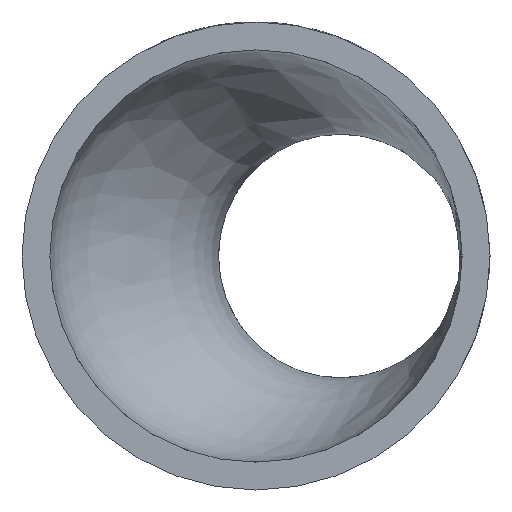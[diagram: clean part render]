
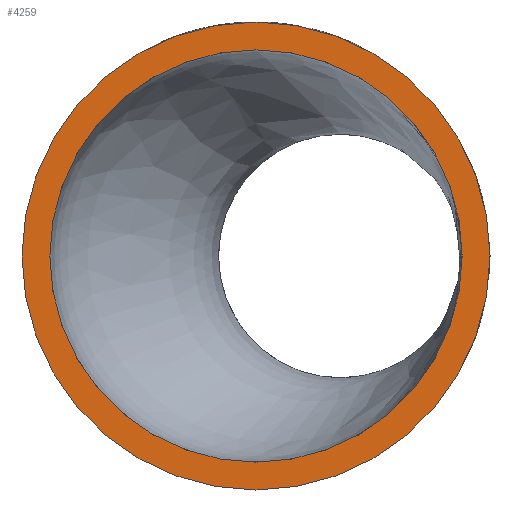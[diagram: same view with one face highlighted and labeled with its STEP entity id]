
A CAD part, left-side view. The second image highlights one B-rep face of the part: STEP entity #4259.
In plain terms, the highlighted planar face has unit normal (-1, 0, 0).
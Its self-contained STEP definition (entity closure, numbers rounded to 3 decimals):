
#904 = FACE_OUTER_BOUND ( 'NONE', #8275, .T. ) ;
#1489 = CARTESIAN_POINT ( 'NONE',  ( 0., 0., 13.45 ) ) ;
#1856 = DIRECTION ( 'NONE',  ( -1., 0., 0. ) ) ;
#2523 = EDGE_LOOP ( 'NONE', ( #9646 ) ) ;
#2642 = FACE_BOUND ( 'NONE', #2523, .T. ) ;
#3241 = VERTEX_POINT ( 'NONE', #1489 ) ;
#3324 = CARTESIAN_POINT ( 'NONE',  ( 0., 0., 0. ) ) ;
#3375 = DIRECTION ( 'NONE',  ( 0., 0., 1. ) ) ;
#4259 = ADVANCED_FACE ( 'NONE', ( #2642, #904 ), #5064, .T. ) ;
#4343 = DIRECTION ( 'NONE',  ( 0., 0., 1. ) ) ;
#4989 = CIRCLE ( 'NONE', #6761, 13.45 ) ;
#5064 = PLANE ( 'NONE',  #8316 ) ;
#5407 = CARTESIAN_POINT ( 'NONE',  ( 0., 0., 0. ) ) ;
#6415 = DIRECTION ( 'NONE',  ( 0., 0., 1. ) ) ;
#6761 = AXIS2_PLACEMENT_3D ( 'NONE', #5407, #10680, #6415 ) ;
#7730 = DIRECTION ( 'NONE',  ( -1., 0., 0. ) ) ;
#7745 = CARTESIAN_POINT ( 'NONE',  ( 0., 0., 0. ) ) ;
#8072 = ORIENTED_EDGE ( 'NONE', *, *, #10378, .T. ) ;
#8272 = VERTEX_POINT ( 'NONE', #10923 ) ;
#8275 = EDGE_LOOP ( 'NONE', ( #8072 ) ) ;
#8316 = AXIS2_PLACEMENT_3D ( 'NONE', #7745, #1856, #4343 ) ;
#8734 = CIRCLE ( 'NONE', #10714, 11.85 ) ;
#9646 = ORIENTED_EDGE ( 'NONE', *, *, #10553, .F. ) ;
#10378 = EDGE_CURVE ( 'NONE', #3241, #3241, #4989, .T. ) ;
#10553 = EDGE_CURVE ( 'NONE', #8272, #8272, #8734, .T. ) ;
#10680 = DIRECTION ( 'NONE',  ( -1., 0., 0. ) ) ;
#10714 = AXIS2_PLACEMENT_3D ( 'NONE', #3324, #7730, #3375 ) ;
#10923 = CARTESIAN_POINT ( 'NONE',  ( 0., 0., 11.85 ) ) ;
